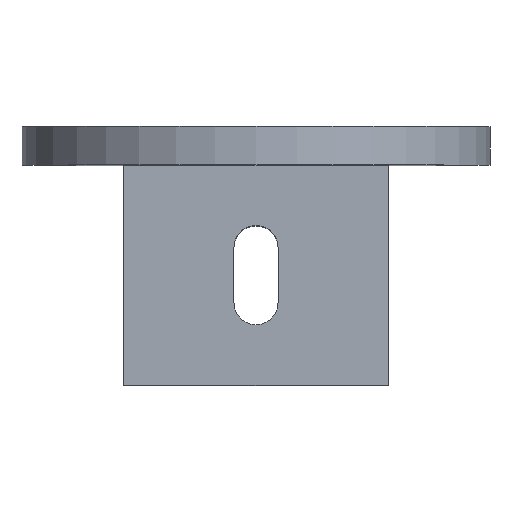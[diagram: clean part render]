
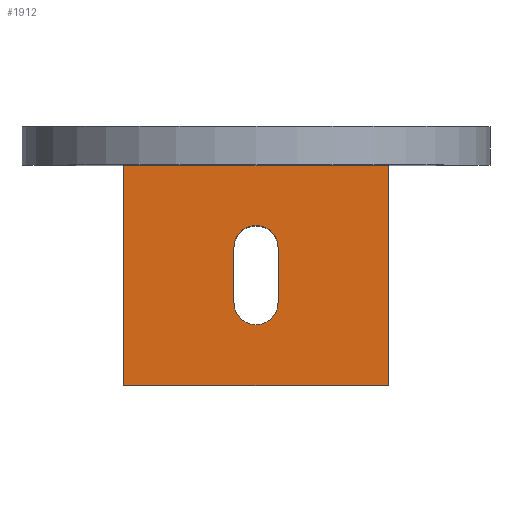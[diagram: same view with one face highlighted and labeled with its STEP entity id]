
A CAD part, top view. The second image highlights one B-rep face of the part: STEP entity #1912.
In plain terms, the highlighted planar face has unit normal (0, 0, 1).
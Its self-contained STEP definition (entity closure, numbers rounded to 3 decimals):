
#21=FACE_BOUND('',#271,.T.);
#68=PLANE('',#2069);
#155=FACE_OUTER_BOUND('',#270,.T.);
#270=EDGE_LOOP('',(#1569,#1570,#1571,#1572));
#271=EDGE_LOOP('',(#1573,#1574,#1575,#1576));
#360=CIRCLE('',#2045,4.);
#364=CIRCLE('',#2053,4.);
#446=LINE('',#2848,#662);
#487=LINE('',#2941,#703);
#504=LINE('',#2979,#720);
#512=LINE('',#3006,#728);
#525=LINE('',#3030,#741);
#529=LINE('',#3041,#745);
#662=VECTOR('',#2269,10.);
#703=VECTOR('',#2344,10.);
#720=VECTOR('',#2375,10.);
#728=VECTOR('',#2405,10.);
#741=VECTOR('',#2440,10.);
#745=VECTOR('',#2458,10.);
#874=VERTEX_POINT('',#2845);
#875=VERTEX_POINT('',#2847);
#909=VERTEX_POINT('',#2938);
#910=VERTEX_POINT('',#2940);
#923=VERTEX_POINT('',#2976);
#924=VERTEX_POINT('',#2978);
#928=VERTEX_POINT('',#2990);
#932=VERTEX_POINT('',#3005);
#1053=EDGE_CURVE('',#874,#875,#446,.T.);
#1100=EDGE_CURVE('',#909,#910,#487,.T.);
#1117=EDGE_CURVE('',#924,#923,#504,.T.);
#1123=EDGE_CURVE('',#928,#924,#360,.T.);
#1131=EDGE_CURVE('',#932,#928,#512,.T.);
#1134=EDGE_CURVE('',#923,#932,#364,.T.);
#1146=EDGE_CURVE('',#875,#909,#525,.T.);
#1150=EDGE_CURVE('',#874,#910,#529,.T.);
#1569=ORIENTED_EDGE('',*,*,#1053,.F.);
#1570=ORIENTED_EDGE('',*,*,#1150,.T.);
#1571=ORIENTED_EDGE('',*,*,#1100,.F.);
#1572=ORIENTED_EDGE('',*,*,#1146,.F.);
#1573=ORIENTED_EDGE('',*,*,#1131,.T.);
#1574=ORIENTED_EDGE('',*,*,#1123,.T.);
#1575=ORIENTED_EDGE('',*,*,#1117,.T.);
#1576=ORIENTED_EDGE('',*,*,#1134,.T.);
#1912=ADVANCED_FACE('',(#155,#21),#68,.T.);
#2045=AXIS2_PLACEMENT_3D('',#2991,#2388,#2389);
#2053=AXIS2_PLACEMENT_3D('',#3010,#2411,#2412);
#2069=AXIS2_PLACEMENT_3D('',#3042,#2459,#2460);
#2269=DIRECTION('',(1.,0.,0.));
#2344=DIRECTION('',(-1.,0.,0.));
#2375=DIRECTION('',(0.,-1.,0.));
#2388=DIRECTION('center_axis',(0.,0.,-1.));
#2389=DIRECTION('ref_axis',(1.,0.,0.));
#2405=DIRECTION('',(0.,1.,0.));
#2411=DIRECTION('center_axis',(0.,0.,-1.));
#2412=DIRECTION('ref_axis',(-1.,0.,0.));
#2440=DIRECTION('',(0.,-1.,0.));
#2458=DIRECTION('',(0.,-1.,0.));
#2459=DIRECTION('center_axis',(0.,0.,1.));
#2460=DIRECTION('ref_axis',(-1.,0.,0.));
#2845=CARTESIAN_POINT('',(-24.,0.,24.));
#2847=CARTESIAN_POINT('',(24.,0.,24.));
#2848=CARTESIAN_POINT('',(12.,0.,24.));
#2938=CARTESIAN_POINT('',(24.,-40.,24.));
#2940=CARTESIAN_POINT('',(-24.,-40.,24.));
#2941=CARTESIAN_POINT('',(24.,-40.,24.));
#2976=CARTESIAN_POINT('',(4.,-25.,24.));
#2978=CARTESIAN_POINT('',(4.,-15.,24.));
#2979=CARTESIAN_POINT('',(4.,-7.5,24.));
#2990=CARTESIAN_POINT('',(-4.,-15.,24.));
#2991=CARTESIAN_POINT('Origin',(0.,-15.,24.));
#3005=CARTESIAN_POINT('',(-4.,-25.,24.));
#3006=CARTESIAN_POINT('',(-4.,-12.5,24.));
#3010=CARTESIAN_POINT('Origin',(0.,-25.,24.));
#3030=CARTESIAN_POINT('',(24.,0.,24.));
#3041=CARTESIAN_POINT('',(-24.,0.,24.));
#3042=CARTESIAN_POINT('Origin',(24.,0.,24.));
